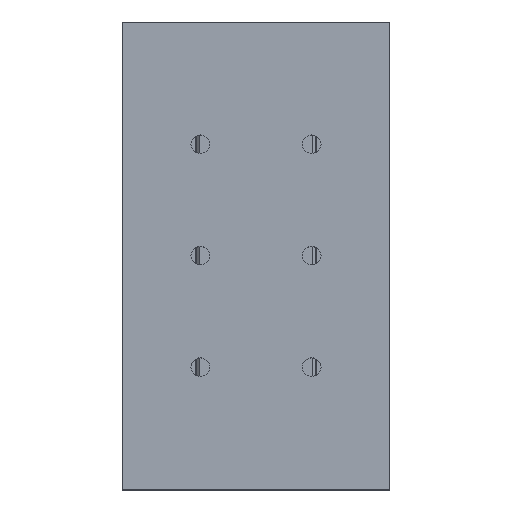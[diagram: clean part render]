
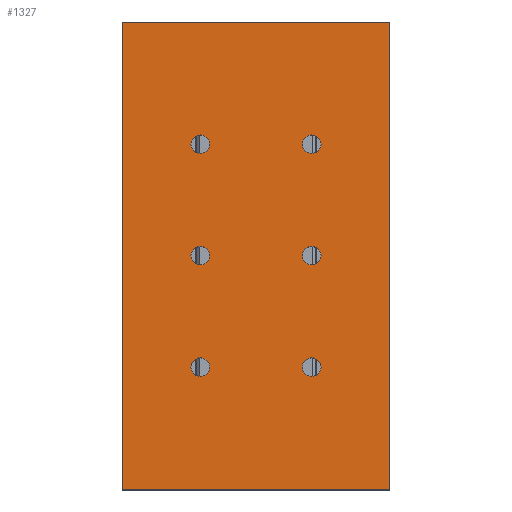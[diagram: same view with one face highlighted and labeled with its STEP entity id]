
A CAD part, top view. The second image highlights one B-rep face of the part: STEP entity #1327.
In plain terms, the highlighted planar face has unit normal (0, 0, 1).
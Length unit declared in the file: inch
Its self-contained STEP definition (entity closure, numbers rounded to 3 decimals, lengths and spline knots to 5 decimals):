
#285=CARTESIAN_POINT('',(-0.41,0.003,0.364));
#286=VERTEX_POINT('',#285);
#302=CARTESIAN_POINT('',(-0.574,0.003,0.364));
#303=VERTEX_POINT('',#302);
#310=CARTESIAN_POINT('',(-0.492,0.003,0.364));
#311=DIRECTION('',(0.0,0.0,-1.0));
#312=DIRECTION('',(1.0,0.0,0.0));
#313=AXIS2_PLACEMENT_3D('',#310,#311,#312);
#314=CIRCLE('',#313,0.082);
#315=EDGE_CURVE('',#286,#303,#314,.T.);
#348=CARTESIAN_POINT('',(0.574,1.971,0.364));
#349=VERTEX_POINT('',#348);
#365=CARTESIAN_POINT('',(0.41,1.971,0.364));
#366=VERTEX_POINT('',#365);
#373=CARTESIAN_POINT('',(0.492,1.971,0.364));
#374=DIRECTION('',(0.0,0.0,-1.0));
#375=DIRECTION('',(1.0,0.0,0.0));
#376=AXIS2_PLACEMENT_3D('',#373,#374,#375);
#377=CIRCLE('',#376,0.082);
#378=EDGE_CURVE('',#349,#366,#377,.T.);
#411=CARTESIAN_POINT('',(0.574,0.003,0.364));
#412=VERTEX_POINT('',#411);
#428=CARTESIAN_POINT('',(0.41,0.003,0.364));
#429=VERTEX_POINT('',#428);
#436=CARTESIAN_POINT('',(0.492,0.003,0.364));
#437=DIRECTION('',(0.0,0.0,-1.0));
#438=DIRECTION('',(1.0,0.0,0.0));
#439=AXIS2_PLACEMENT_3D('',#436,#437,#438);
#440=CIRCLE('',#439,0.082);
#441=EDGE_CURVE('',#412,#429,#440,.T.);
#474=CARTESIAN_POINT('',(-0.41,0.987,0.364));
#475=VERTEX_POINT('',#474);
#491=CARTESIAN_POINT('',(-0.574,0.987,0.364));
#492=VERTEX_POINT('',#491);
#499=CARTESIAN_POINT('',(-0.492,0.987,0.364));
#500=DIRECTION('',(0.0,0.0,-1.0));
#501=DIRECTION('',(1.0,0.0,0.0));
#502=AXIS2_PLACEMENT_3D('',#499,#500,#501);
#503=CIRCLE('',#502,0.082);
#504=EDGE_CURVE('',#475,#492,#503,.T.);
#537=CARTESIAN_POINT('',(0.574,0.987,0.364));
#538=VERTEX_POINT('',#537);
#554=CARTESIAN_POINT('',(0.41,0.987,0.364));
#555=VERTEX_POINT('',#554);
#562=CARTESIAN_POINT('',(0.492,0.987,0.364));
#563=DIRECTION('',(0.0,0.0,-1.0));
#564=DIRECTION('',(1.0,0.0,0.0));
#565=AXIS2_PLACEMENT_3D('',#562,#563,#564);
#566=CIRCLE('',#565,0.082);
#567=EDGE_CURVE('',#538,#555,#566,.T.);
#600=CARTESIAN_POINT('',(-0.41,1.971,0.364));
#601=VERTEX_POINT('',#600);
#617=CARTESIAN_POINT('',(-0.574,1.971,0.364));
#618=VERTEX_POINT('',#617);
#625=CARTESIAN_POINT('',(-0.492,1.971,0.364));
#626=DIRECTION('',(0.0,0.0,-1.0));
#627=DIRECTION('',(1.0,0.0,0.0));
#628=AXIS2_PLACEMENT_3D('',#625,#626,#627);
#629=CIRCLE('',#628,0.082);
#630=EDGE_CURVE('',#601,#618,#629,.T.);
#662=CARTESIAN_POINT('',(-0.492,1.971,0.364));
#663=DIRECTION('',(0.0,0.0,-1.0));
#664=DIRECTION('',(1.0,0.0,0.0));
#665=AXIS2_PLACEMENT_3D('',#662,#663,#664);
#666=CIRCLE('',#665,0.082);
#667=EDGE_CURVE('',#618,#601,#666,.T.);
#707=CARTESIAN_POINT('',(0.492,0.987,0.364));
#708=DIRECTION('',(0.0,0.0,-1.0));
#709=DIRECTION('',(1.0,0.0,0.0));
#710=AXIS2_PLACEMENT_3D('',#707,#708,#709);
#711=CIRCLE('',#710,0.082);
#712=EDGE_CURVE('',#555,#538,#711,.T.);
#752=CARTESIAN_POINT('',(-0.492,0.987,0.364));
#753=DIRECTION('',(0.0,0.0,-1.0));
#754=DIRECTION('',(1.0,0.0,0.0));
#755=AXIS2_PLACEMENT_3D('',#752,#753,#754);
#756=CIRCLE('',#755,0.082);
#757=EDGE_CURVE('',#492,#475,#756,.T.);
#797=CARTESIAN_POINT('',(0.492,0.003,0.364));
#798=DIRECTION('',(0.0,0.0,-1.0));
#799=DIRECTION('',(1.0,0.0,0.0));
#800=AXIS2_PLACEMENT_3D('',#797,#798,#799);
#801=CIRCLE('',#800,0.082);
#802=EDGE_CURVE('',#429,#412,#801,.T.);
#842=CARTESIAN_POINT('',(0.492,1.971,0.364));
#843=DIRECTION('',(0.0,0.0,-1.0));
#844=DIRECTION('',(1.0,0.0,0.0));
#845=AXIS2_PLACEMENT_3D('',#842,#843,#844);
#846=CIRCLE('',#845,0.082);
#847=EDGE_CURVE('',#366,#349,#846,.T.);
#887=CARTESIAN_POINT('',(-0.492,0.003,0.364));
#888=DIRECTION('',(0.0,0.0,-1.0));
#889=DIRECTION('',(1.0,0.0,0.0));
#890=AXIS2_PLACEMENT_3D('',#887,#888,#889);
#891=CIRCLE('',#890,0.082);
#892=EDGE_CURVE('',#303,#286,#891,.T.);
#928=CARTESIAN_POINT('',(-1.181,3.05,0.364));
#929=VERTEX_POINT('',#928);
#936=CARTESIAN_POINT('',(1.181,3.05,0.364));
#937=VERTEX_POINT('',#936);
#938=CARTESIAN_POINT('',(1.181,3.05,0.364));
#939=DIRECTION('',(-1.0,0.0,0.0));
#940=VECTOR('',#939,2.362);
#941=LINE('',#938,#940);
#942=EDGE_CURVE('',#937,#929,#941,.T.);
#1261=CARTESIAN_POINT('',(1.181,-1.08,0.364));
#1262=VERTEX_POINT('',#1261);
#1263=CARTESIAN_POINT('',(1.181,-1.08,0.364));
#1264=DIRECTION('',(0.0,1.0,0.0));
#1265=VECTOR('',#1264,4.13);
#1266=LINE('',#1263,#1265);
#1267=EDGE_CURVE('',#1262,#937,#1266,.T.);
#1280=CARTESIAN_POINT('',(1.181,-1.08,0.364));
#1281=DIRECTION('',(0.0,0.0,1.0));
#1282=DIRECTION('',(1.0,0.0,0.0));
#1283=AXIS2_PLACEMENT_3D('',#1280,#1281,#1282);
#1284=PLANE('',#1283);
#1285=CARTESIAN_POINT('',(-1.181,-1.08,0.364));
#1286=VERTEX_POINT('',#1285);
#1287=CARTESIAN_POINT('',(-1.181,-1.08,0.364));
#1288=DIRECTION('',(0.0,1.0,0.0));
#1289=VECTOR('',#1288,4.13);
#1290=LINE('',#1287,#1289);
#1291=EDGE_CURVE('',#1286,#929,#1290,.T.);
#1292=ORIENTED_EDGE('',*,*,#1291,.F.);
#1293=CARTESIAN_POINT('',(-1.181,-1.08,0.364));
#1294=DIRECTION('',(1.0,0.0,0.0));
#1295=VECTOR('',#1294,2.362);
#1296=LINE('',#1293,#1295);
#1297=EDGE_CURVE('',#1286,#1262,#1296,.T.);
#1298=ORIENTED_EDGE('',*,*,#1297,.T.);
#1299=ORIENTED_EDGE('',*,*,#1267,.T.);
#1300=ORIENTED_EDGE('',*,*,#942,.T.);
#1301=EDGE_LOOP('',(#1292,#1298,#1299,#1300));
#1302=FACE_OUTER_BOUND('',#1301,.T.);
#1303=ORIENTED_EDGE('',*,*,#630,.T.);
#1304=ORIENTED_EDGE('',*,*,#667,.T.);
#1305=EDGE_LOOP('',(#1303,#1304));
#1306=FACE_BOUND('',#1305,.T.);
#1307=ORIENTED_EDGE('',*,*,#567,.T.);
#1308=ORIENTED_EDGE('',*,*,#712,.T.);
#1309=EDGE_LOOP('',(#1307,#1308));
#1310=FACE_BOUND('',#1309,.T.);
#1311=ORIENTED_EDGE('',*,*,#504,.T.);
#1312=ORIENTED_EDGE('',*,*,#757,.T.);
#1313=EDGE_LOOP('',(#1311,#1312));
#1314=FACE_BOUND('',#1313,.T.);
#1315=ORIENTED_EDGE('',*,*,#441,.T.);
#1316=ORIENTED_EDGE('',*,*,#802,.T.);
#1317=EDGE_LOOP('',(#1315,#1316));
#1318=FACE_BOUND('',#1317,.T.);
#1319=ORIENTED_EDGE('',*,*,#378,.T.);
#1320=ORIENTED_EDGE('',*,*,#847,.T.);
#1321=EDGE_LOOP('',(#1319,#1320));
#1322=FACE_BOUND('',#1321,.T.);
#1323=ORIENTED_EDGE('',*,*,#315,.T.);
#1324=ORIENTED_EDGE('',*,*,#892,.T.);
#1325=EDGE_LOOP('',(#1323,#1324));
#1326=FACE_BOUND('',#1325,.T.);
#1327=ADVANCED_FACE('',(#1302,#1306,#1310,#1314,#1318,#1322,#1326),#1284,.T.);
